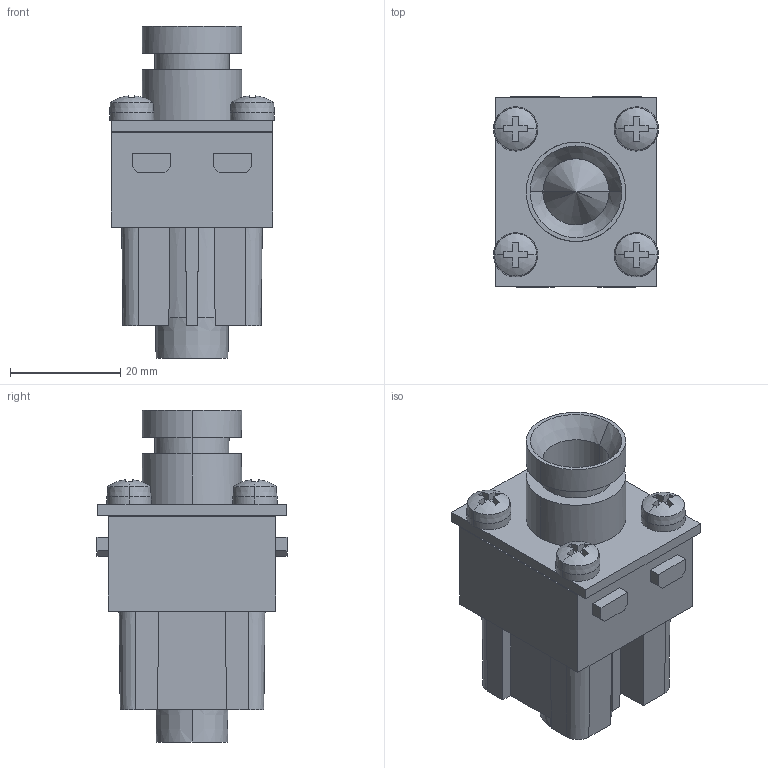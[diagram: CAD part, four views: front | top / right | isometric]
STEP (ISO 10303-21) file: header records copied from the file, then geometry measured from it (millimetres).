
FILE_DESCRIPTION(('CATIA V5 STEP Exchange','CAx-IF Rec.Pracs.--- Model Styling and Organization---1.5--- 2016-08-15','CAx-IF Rec.Pracs.---Supplemental Geometry---1.0---2011-11-01','CAx-IF Rec.Pracs.--- Composite Materials ---1.1---2010-07-15'),'2;1');
FILE_NAME ('1255364-1_1', '2025-02-04T08:53:02+00:00', ('none'), ('Weidmueller'), 'CATIA Version 5-6 Release 2022 SP4 HF5', 'CATIA V5 STEP AP214 v3', 'none');
FILE_SCHEMA(('AUTOMOTIVE_DESIGN { 1 0 10303 214 1 1 1 1 }'));
Length unit declared in the file: millimetre
Products named in the file (1): 2748270000
Bounding box: 29.85 x 34.4 x 60.1 mm (x, y, z)
Volume: 25291.6 mm3; surface area: 14167.1 mm2
Topology: 1 solids, 1 shells, 222 faces, 604 edges, 394 vertices
Faces by surface type: plane 154, cylinder 32, cone 28, sphere 8
Entity records: 7830 total; most frequent: CARTESIAN_POINT 2478, ORIENTED_EDGE 1200, DIRECTION 849, EDGE_CURVE 600, VERTEX_POINT 394, VECTOR 388, LINE 388, AXIS2_PLACEMENT_3D 276
